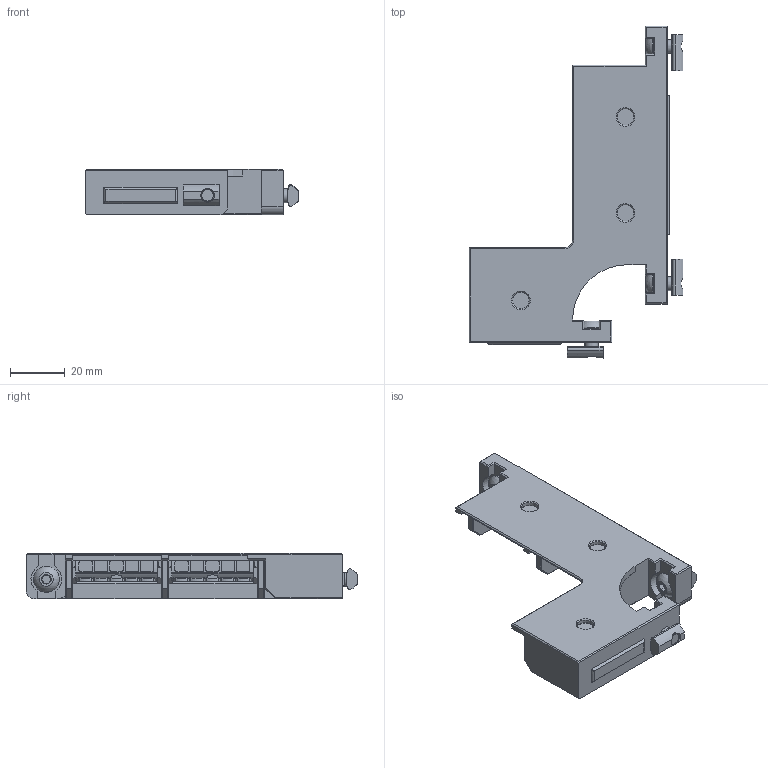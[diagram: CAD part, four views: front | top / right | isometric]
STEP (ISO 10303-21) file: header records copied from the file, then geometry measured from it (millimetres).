
FILE_DESCRIPTION(/* description */ ('STEP AP214'),/* implementation_level */ '2;1');
FILE_NAME(/* name */ '415WAGO_Label-8A.step',/* time_stamp */ '2025-05-14T09:11:50-05:00',/* author */ (''),/* organization */ (''),/* preprocessor_version */ 'ST-DEVELOPER v20.1',/* originating_system */ 'Autodesk Translation Framework v14.4.0.0',/* authorisation */ '');
FILE_SCHEMA (('AUTOMOTIVE_DESIGN { 1 0 10303 214 3 1 1 }'));
Length unit declared in the file: millimetre
Products named in the file (4): Part_2080813; 221-415; M5x10 BHCS; M5 Roll-In T Nut
Assembly tree (9 placements, depth 2):
  Part_2080813
    221-415  x3
    M5x10 BHCS  x3
    M5 Roll-In T Nut  x3
Bounding box: 77.85 x 120.88 x 16.61 mm (x, y, z)
Volume: 34162.2 mm3; surface area: 27922.9 mm2
Topology: 10 solids, 12 shells, 1069 faces, 2976 edges, 1934 vertices
Faces by surface type: plane 719, cylinder 304, cone 37, bspline 6, sphere 3
Full cylindrical faces by diameter (mm): 4.2 x3, 5 x3, 5.25 x3, 6 x3, 9.5 x3
Entity records: 17886 total; most frequent: CARTESIAN_POINT 3694, ORIENTED_EDGE 2980, DIRECTION 2822, EDGE_CURVE 1490, LINE 1164, VECTOR 1164, VERTEX_POINT 960, AXIS2_PLACEMENT_3D 829
